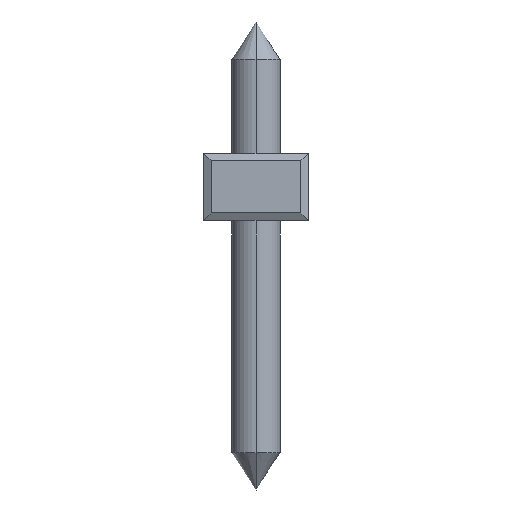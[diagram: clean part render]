
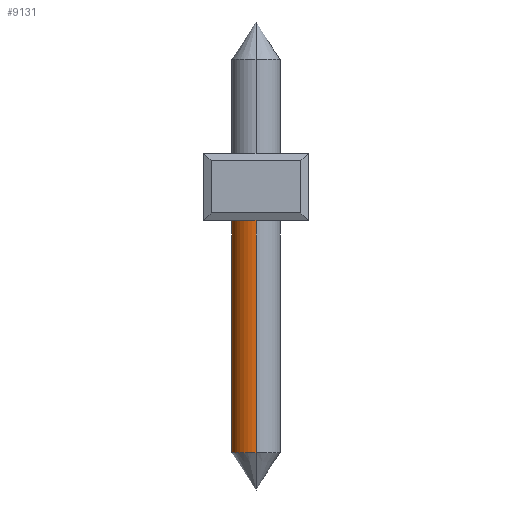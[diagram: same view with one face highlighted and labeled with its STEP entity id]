
A CAD part, front view. The second image highlights one B-rep face of the part: STEP entity #9131.
In plain terms, the highlighted cylindrical face has radius 0.65 mm (diameter 1.3 mm), a partial arc.
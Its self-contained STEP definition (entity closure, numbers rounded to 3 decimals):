
#2437=CARTESIAN_POINT('',(1.4,-82.5,0.2));
#2438=DIRECTION('',(0.,0.,1.));
#2439=DIRECTION('',(0.,1.,0.));
#2440=AXIS2_PLACEMENT_3D('',#2437,#2438,#2439);
#2447=CARTESIAN_POINT('',(1.4,-82.5,-6.2));
#2448=DIRECTION('',(0.,0.,1.));
#2449=DIRECTION('',(0.,1.,0.));
#2450=AXIS2_PLACEMENT_3D('',#2447,#2448,#2449);
#2452=DIRECTION('',(0.,0.,1.));
#2453=VECTOR('',#2452,6.4);
#2454=CARTESIAN_POINT('',(1.4,-81.85,-6.2));
#2455=LINE('',#2454,#2453);
#2461=DIRECTION('',(0.,0.,1.));
#2462=VECTOR('',#2461,6.4);
#2463=CARTESIAN_POINT('',(1.4,-83.15,-6.2));
#2464=LINE('',#2463,#2462);
#6474=CARTESIAN_POINT('',(1.4,-81.85,-6.2));
#6476=VERTEX_POINT('',#6474);
#6481=CARTESIAN_POINT('',(1.4,-83.15,-6.2));
#6482=VERTEX_POINT('',#6481);
#6485=CARTESIAN_POINT('',(1.4,-81.85,0.2));
#6486=CARTESIAN_POINT('',(1.4,-83.15,0.2));
#6487=VERTEX_POINT('',#6485);
#6488=VERTEX_POINT('',#6486);
#9117=CARTESIAN_POINT('',(1.4,-82.5,-7.825));
#9118=DIRECTION('',(0.,0.,1.));
#9119=DIRECTION('',(0.,1.,0.));
#9120=AXIS2_PLACEMENT_3D('',#9117,#9118,#9119);
#9121=CYLINDRICAL_SURFACE('',#9120,0.65);
#9122=ORIENTED_EDGE('',*,*,#9098,.T.);
#9124=ORIENTED_EDGE('',*,*,#9123,.F.);
#9126=ORIENTED_EDGE('',*,*,#9125,.F.);
#9128=ORIENTED_EDGE('',*,*,#9127,.T.);
#9129=EDGE_LOOP('',(#9122,#9124,#9126,#9128));
#9130=FACE_OUTER_BOUND('',#9129,.F.);
#9131=ADVANCED_FACE('',(#9130),#9121,.T.);
#2441=CIRCLE('',#2440,0.65);
#2451=CIRCLE('',#2450,0.65);
#9098=EDGE_CURVE('',#6487,#6488,#2441,.T.);
#9123=EDGE_CURVE('',#6482,#6488,#2464,.T.);
#9125=EDGE_CURVE('',#6476,#6482,#2451,.T.);
#9127=EDGE_CURVE('',#6476,#6487,#2455,.T.);
